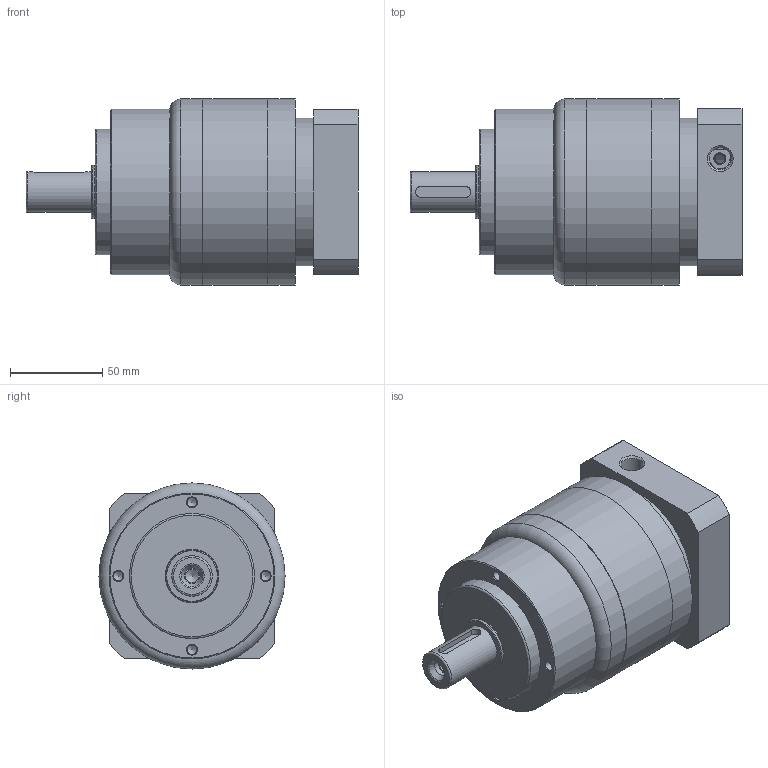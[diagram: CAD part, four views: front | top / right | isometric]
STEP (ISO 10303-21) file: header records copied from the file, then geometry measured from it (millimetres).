
FILE_DESCRIPTION(/* description */ (''),/* implementation_level */ '2;1');
FILE_NAME(/* name */ 'TE090-L2-19-70-90-M5-40-3.stp',/* time_stamp */ '2019-12-18T11:01:17+08:00',/* author */ (''),/* organization */ (''),/* preprocessor_version */ 'ST-DEVELOPER v16',/* originating_system */ 'SIEMENS PLM Software NX 10.0',/* authorisation */ '');
FILE_SCHEMA (('CONFIG_CONTROL_DESIGN'));
Length unit declared in the file: millimetre
Products named in the file (1): _model221
Bounding box: 180.2 x 101 x 101 mm (x, y, z)
Volume: 974413 mm3; surface area: 128836.3 mm2
Topology: 6 solids, 6 shells, 175 faces, 428 edges, 279 vertices
Faces by surface type: plane 64, cylinder 63, cone 42, torus 6
Full cylindrical faces by diameter (mm): 4.2 x4, 5.1 x4, 5.2 x1, 5.5 x6, 6.5 x1, 7 x1, 8.451 x1, 9 x6, 12.1 x1, 19 x2, 22 x1, 22.5 x1, 26.6 x1, 27.5 x1, 28 x2, 29.303 x1, 31 x1, 55 x1, 68 x1, 80 x2, 90 x1, 101 x3
Entity records: 4781 total; most frequent: CARTESIAN_POINT 914, DIRECTION 827, ORIENTED_EDGE 638, AXIS2_PLACEMENT_3D 355, EDGE_CURVE 319, EDGE_LOOP 285, VERTEX_POINT 254, FACE_BOUND 224
